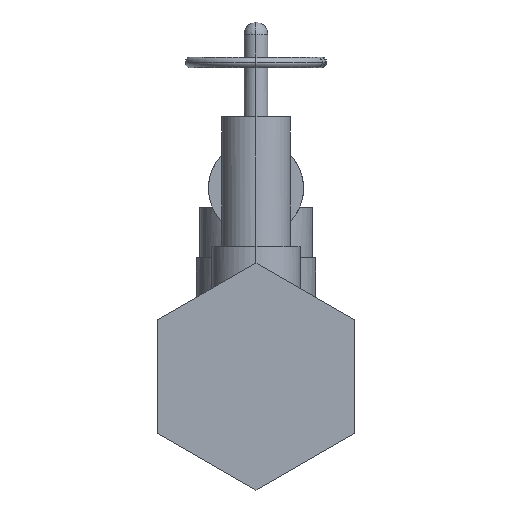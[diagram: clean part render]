
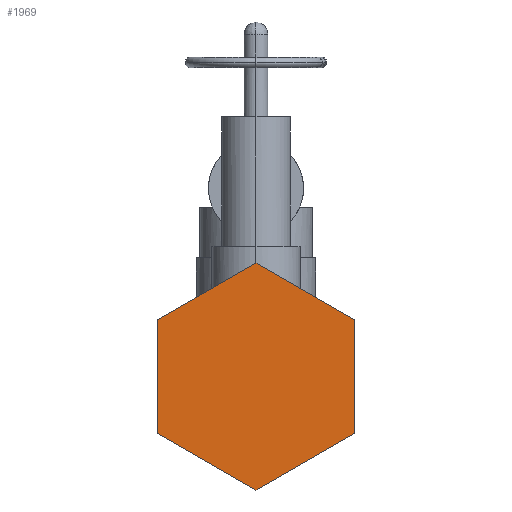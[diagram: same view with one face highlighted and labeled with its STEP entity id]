
A CAD part, left-side view. The second image highlights one B-rep face of the part: STEP entity #1969.
In plain terms, the highlighted planar face has unit normal (-1, 0, 0).
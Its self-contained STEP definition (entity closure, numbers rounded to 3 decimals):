
#1833=CARTESIAN_POINT('Control Point',(-82.55,-24.384,-14.078)) ;
#1834=CARTESIAN_POINT('Control Point',(-82.55,-24.384,14.078)) ;
#1835=CARTESIAN_POINT('Vertex',(-82.55,-24.384,-14.078)) ;
#1837=CARTESIAN_POINT('Vertex',(-82.55,-24.384,14.078)) ;
#1876=CARTESIAN_POINT('Control Point',(-82.55,0.,-28.156)) ;
#1877=CARTESIAN_POINT('Control Point',(-82.55,-24.384,-14.078)) ;
#1878=CARTESIAN_POINT('Vertex',(-82.55,0.,-28.156)) ;
#1911=CARTESIAN_POINT('Control Point',(-82.55,24.384,-14.078)) ;
#1912=CARTESIAN_POINT('Control Point',(-82.55,0.,-28.156)) ;
#1913=CARTESIAN_POINT('Vertex',(-82.55,24.384,-14.078)) ;
#1940=CARTESIAN_POINT('Axis2P3D Location',(-82.55,0.,0.)) ;
#1946=CARTESIAN_POINT('Control Point',(-82.55,0.,28.156)) ;
#1947=CARTESIAN_POINT('Control Point',(-82.55,24.384,14.078)) ;
#1948=CARTESIAN_POINT('Vertex',(-82.55,0.,28.156)) ;
#1950=CARTESIAN_POINT('Vertex',(-82.55,24.384,14.078)) ;
#1954=CARTESIAN_POINT('Control Point',(-82.55,24.384,14.078)) ;
#1955=CARTESIAN_POINT('Control Point',(-82.55,24.384,-14.078)) ;
#1958=CARTESIAN_POINT('Control Point',(-82.55,-24.384,14.078)) ;
#1959=CARTESIAN_POINT('Control Point',(-82.55,0.,28.156)) ;
#1941=DIRECTION('Axis2P3D Direction',(1.,0.,0.)) ;
#1942=DIRECTION('Axis2P3D XDirection',(0.,-1.,0.)) ;
#1943=AXIS2_PLACEMENT_3D('Plane Axis2P3D',#1940,#1941,#1942) ;
#1944=PLANE('',#1943) ;
#1839=EDGE_CURVE('',#1836,#1838,#1832,.T.) ;
#1880=EDGE_CURVE('',#1879,#1836,#1875,.T.) ;
#1915=EDGE_CURVE('',#1914,#1879,#1910,.T.) ;
#1952=EDGE_CURVE('',#1949,#1951,#1945,.T.) ;
#1956=EDGE_CURVE('',#1951,#1914,#1953,.T.) ;
#1960=EDGE_CURVE('',#1838,#1949,#1957,.T.) ;
#1962=ORIENTED_EDGE('',*,*,#1952,.T.) ;
#1963=ORIENTED_EDGE('',*,*,#1956,.T.) ;
#1964=ORIENTED_EDGE('',*,*,#1915,.T.) ;
#1965=ORIENTED_EDGE('',*,*,#1880,.T.) ;
#1966=ORIENTED_EDGE('',*,*,#1839,.T.) ;
#1967=ORIENTED_EDGE('',*,*,#1960,.T.) ;
#1961=EDGE_LOOP('',(#1962,#1963,#1964,#1965,#1966,#1967)) ;
#1836=VERTEX_POINT('',#1835) ;
#1838=VERTEX_POINT('',#1837) ;
#1879=VERTEX_POINT('',#1878) ;
#1914=VERTEX_POINT('',#1913) ;
#1949=VERTEX_POINT('',#1948) ;
#1951=VERTEX_POINT('',#1950) ;
#1969=ADVANCED_FACE('Solid1',(#1968),#1944,.F.) ;
#1832=B_SPLINE_CURVE_WITH_KNOTS('',1,(#1833,#1834),.UNSPECIFIED.,.F.,.U.,(2,2),(0.,28.156),.UNSPECIFIED.) ;
#1875=B_SPLINE_CURVE_WITH_KNOTS('',1,(#1876,#1877),.UNSPECIFIED.,.F.,.U.,(2,2),(0.,28.156),.UNSPECIFIED.) ;
#1910=B_SPLINE_CURVE_WITH_KNOTS('',1,(#1911,#1912),.UNSPECIFIED.,.F.,.U.,(2,2),(0.,28.156),.UNSPECIFIED.) ;
#1945=B_SPLINE_CURVE_WITH_KNOTS('',1,(#1946,#1947),.UNSPECIFIED.,.F.,.U.,(2,2),(0.,28.156),.UNSPECIFIED.) ;
#1953=B_SPLINE_CURVE_WITH_KNOTS('',1,(#1954,#1955),.UNSPECIFIED.,.F.,.U.,(2,2),(0.,28.156),.UNSPECIFIED.) ;
#1957=B_SPLINE_CURVE_WITH_KNOTS('',1,(#1958,#1959),.UNSPECIFIED.,.F.,.U.,(2,2),(0.,28.156),.UNSPECIFIED.) ;
#1968=FACE_OUTER_BOUND('',#1961,.T.) ;
